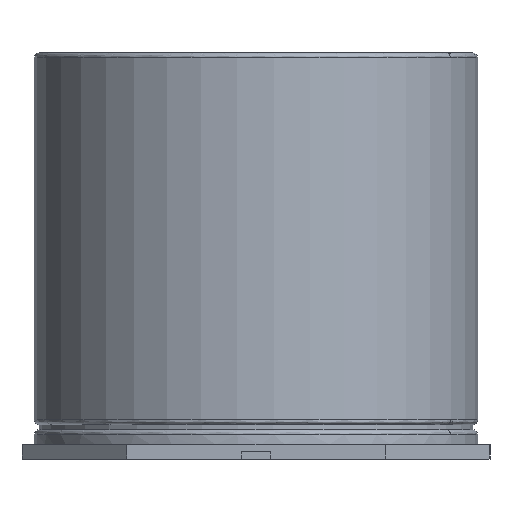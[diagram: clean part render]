
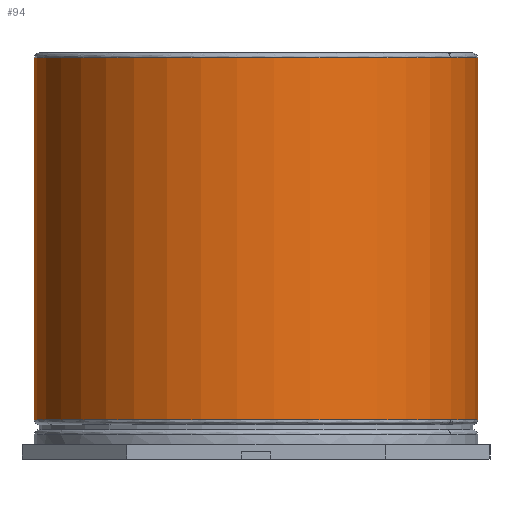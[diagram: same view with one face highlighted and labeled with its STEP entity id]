
A CAD part, front view. The second image highlights one B-rep face of the part: STEP entity #94.
In plain terms, the highlighted cylindrical face has radius 9 mm (diameter 18 mm), a partial arc.
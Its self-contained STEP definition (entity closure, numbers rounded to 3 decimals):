
#11 = EDGE_CURVE ( 'NONE', #75, #244, #457, .T. ) ;
#12 = ORIENTED_EDGE ( 'NONE', *, *, #246, .T. ) ;
#17 = ORIENTED_EDGE ( 'NONE', *, *, #412, .F. ) ;
#18 = ORIENTED_EDGE ( 'NONE', *, *, #93, .F. ) ;
#19 = ORIENTED_EDGE ( 'NONE', *, *, #20, .T. ) ;
#20 = EDGE_CURVE ( 'NONE', #64, #75, #607, .T. ) ;
#64 = VERTEX_POINT ( 'NONE', #643 ) ;
#71 = EDGE_CURVE ( 'NONE', #413, #247, #633, .T. ) ;
#75 = VERTEX_POINT ( 'NONE', #620 ) ;
#93 = EDGE_CURVE ( 'NONE', #64, #556, #713, .T. ) ;
#94 = ADVANCED_FACE ( 'NONE', ( #741 ), #740, .T. ) ;
#95 = EDGE_LOOP ( 'NONE', ( #96, #17, #18, #19, #99, #12 ) ) ;
#96 = ORIENTED_EDGE ( 'NONE', *, *, #71, .F. ) ;
#99 = ORIENTED_EDGE ( 'NONE', *, *, #11, .T. ) ;
#244 = VERTEX_POINT ( 'NONE', #1015 ) ;
#246 = EDGE_CURVE ( 'NONE', #244, #247, #1013, .T. ) ;
#247 = VERTEX_POINT ( 'NONE', #1105 ) ;
#412 = EDGE_CURVE ( 'NONE', #556, #413, #1484, .T. ) ;
#413 = VERTEX_POINT ( 'NONE', #1497 ) ;
#453 = DIRECTION ( 'NONE',  ( -0.878, 0.479, 0. ) ) ;
#454 = DIRECTION ( 'NONE',  ( 0., 0., 1. ) ) ;
#455 = CARTESIAN_POINT ( 'NONE',  ( 0., 0., 1.6 ) ) ;
#456 = AXIS2_PLACEMENT_3D ( 'NONE', #455, #454, #453 ) ;
#457 = CIRCLE ( 'NONE', #456, 9. ) ;
#556 = VERTEX_POINT ( 'NONE', #1382 ) ;
#600 = DIRECTION ( 'NONE',  ( 0., 0., -1. ) ) ;
#601 = VECTOR ( 'NONE', #600, 1000. ) ;
#602 = CARTESIAN_POINT ( 'NONE',  ( -9., 0., 16.3 ) ) ;
#607 = LINE ( 'NONE', #602, #601 ) ;
#620 = CARTESIAN_POINT ( 'NONE',  ( -9., 0., 1.6 ) ) ;
#626 = DIRECTION ( 'NONE',  ( 0., 0., -1. ) ) ;
#627 = VECTOR ( 'NONE', #626, 1000. ) ;
#628 = CARTESIAN_POINT ( 'NONE',  ( 9., 0., 16.3 ) ) ;
#633 = LINE ( 'NONE', #628, #627 ) ;
#643 = CARTESIAN_POINT ( 'NONE',  ( -9., 0., 16.3 ) ) ;
#711 = DIRECTION ( 'NONE',  ( 0., 0., 1. ) ) ;
#712 = AXIS2_PLACEMENT_3D ( 'NONE', #715, #711, #742 ) ;
#713 = CIRCLE ( 'NONE', #712, 9. ) ;
#715 = CARTESIAN_POINT ( 'NONE',  ( 0., 0., 16.3 ) ) ;
#717 = DIRECTION ( 'NONE',  ( -1., 0., 0. ) ) ;
#718 = DIRECTION ( 'NONE',  ( 0., 0., -1. ) ) ;
#738 = CARTESIAN_POINT ( 'NONE',  ( 0., 0., 16.3 ) ) ;
#739 = AXIS2_PLACEMENT_3D ( 'NONE', #738, #718, #717 ) ;
#740 = CYLINDRICAL_SURFACE ( 'NONE', #739, 9. ) ;
#741 = FACE_OUTER_BOUND ( 'NONE', #95, .T. ) ;
#742 = DIRECTION ( 'NONE',  ( -0.878, 0.479, 0. ) ) ;
#1011 = CARTESIAN_POINT ( 'NONE',  ( 0., 0., 1.6 ) ) ;
#1012 = AXIS2_PLACEMENT_3D ( 'NONE', #1011, #1107, #1106 ) ;
#1013 = CIRCLE ( 'NONE', #1012, 9. ) ;
#1015 = CARTESIAN_POINT ( 'NONE',  ( 7.898, -4.315, 1.6 ) ) ;
#1105 = CARTESIAN_POINT ( 'NONE',  ( 9., 0., 1.6 ) ) ;
#1106 = DIRECTION ( 'NONE',  ( -0.878, 0.479, 0. ) ) ;
#1107 = DIRECTION ( 'NONE',  ( 0., 0., 1. ) ) ;
#1382 = CARTESIAN_POINT ( 'NONE',  ( 7.898, -4.315, 16.3 ) ) ;
#1483 = AXIS2_PLACEMENT_3D ( 'NONE', #1500, #1499, #1498 ) ;
#1484 = CIRCLE ( 'NONE', #1483, 9. ) ;
#1497 = CARTESIAN_POINT ( 'NONE',  ( 9., 0., 16.3 ) ) ;
#1498 = DIRECTION ( 'NONE',  ( -0.878, 0.479, 0. ) ) ;
#1499 = DIRECTION ( 'NONE',  ( 0., 0., 1. ) ) ;
#1500 = CARTESIAN_POINT ( 'NONE',  ( 0., 0., 16.3 ) ) ;
